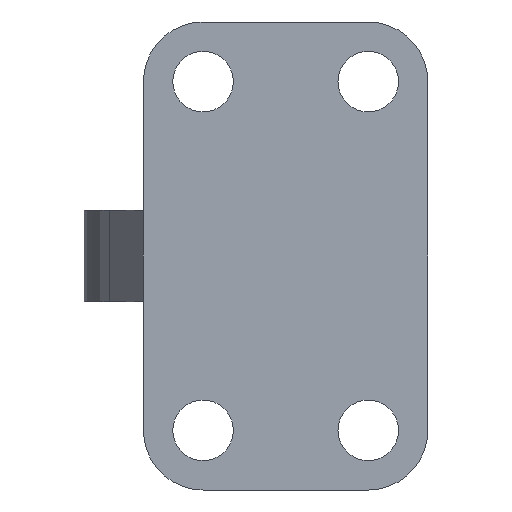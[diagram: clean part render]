
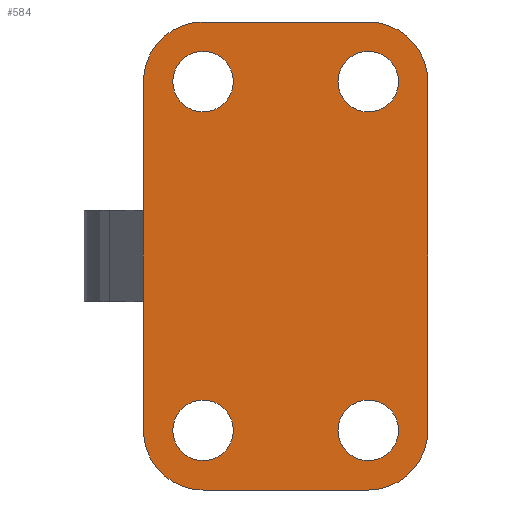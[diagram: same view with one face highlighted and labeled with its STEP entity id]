
A CAD part, front view. The second image highlights one B-rep face of the part: STEP entity #584.
In plain terms, the highlighted planar face has unit normal (0, -1, 0).
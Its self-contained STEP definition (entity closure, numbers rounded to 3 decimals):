
#41=CIRCLE('',#611,6.5);
#42=CIRCLE('',#614,6.5);
#43=CIRCLE('',#617,6.5);
#44=CIRCLE('',#620,3.3);
#45=CIRCLE('',#622,3.3);
#46=CIRCLE('',#624,3.3);
#47=CIRCLE('',#626,3.3);
#48=CIRCLE('',#628,6.5);
#123=ORIENTED_EDGE('',*,*,#200,.T.);
#124=ORIENTED_EDGE('',*,*,#199,.T.);
#125=ORIENTED_EDGE('',*,*,#198,.T.);
#126=ORIENTED_EDGE('',*,*,#197,.T.);
#127=ORIENTED_EDGE('',*,*,#182,.F.);
#128=ORIENTED_EDGE('',*,*,#201,.F.);
#129=ORIENTED_EDGE('',*,*,#195,.F.);
#130=ORIENTED_EDGE('',*,*,#193,.F.);
#131=ORIENTED_EDGE('',*,*,#191,.F.);
#132=ORIENTED_EDGE('',*,*,#189,.F.);
#133=ORIENTED_EDGE('',*,*,#187,.F.);
#134=ORIENTED_EDGE('',*,*,#185,.F.);
#182=EDGE_CURVE('',#230,#231,#263,.T.);
#185=EDGE_CURVE('',#231,#232,#41,.T.);
#187=EDGE_CURVE('',#232,#233,#267,.T.);
#189=EDGE_CURVE('',#233,#234,#42,.T.);
#191=EDGE_CURVE('',#234,#235,#270,.T.);
#193=EDGE_CURVE('',#235,#236,#43,.T.);
#195=EDGE_CURVE('',#236,#237,#273,.T.);
#197=EDGE_CURVE('',#238,#238,#44,.T.);
#198=EDGE_CURVE('',#239,#239,#45,.T.);
#199=EDGE_CURVE('',#240,#240,#46,.T.);
#200=EDGE_CURVE('',#241,#241,#47,.T.);
#201=EDGE_CURVE('',#237,#230,#48,.T.);
#230=VERTEX_POINT('',#820);
#231=VERTEX_POINT('',#821);
#232=VERTEX_POINT('',#826);
#233=VERTEX_POINT('',#830);
#234=VERTEX_POINT('',#834);
#235=VERTEX_POINT('',#838);
#236=VERTEX_POINT('',#842);
#237=VERTEX_POINT('',#846);
#238=VERTEX_POINT('',#850);
#239=VERTEX_POINT('',#853);
#240=VERTEX_POINT('',#856);
#241=VERTEX_POINT('',#859);
#263=LINE('',#819,#290);
#267=LINE('',#829,#294);
#270=LINE('',#837,#297);
#273=LINE('',#845,#300);
#290=VECTOR('',#687,1000.);
#294=VECTOR('',#697,1000.);
#297=VECTOR('',#706,1000.);
#300=VECTOR('',#715,1000.);
#325=EDGE_LOOP('',(#123));
#326=EDGE_LOOP('',(#124));
#327=EDGE_LOOP('',(#125));
#328=EDGE_LOOP('',(#126));
#329=EDGE_LOOP('',(#127,#128,#129,#130,#131,#132,#133,#134));
#368=FACE_BOUND('',#325,.T.);
#369=FACE_BOUND('',#326,.T.);
#370=FACE_BOUND('',#327,.T.);
#371=FACE_BOUND('',#328,.T.);
#372=FACE_BOUND('',#329,.T.);
#395=PLANE('',#629);
#584=ADVANCED_FACE('',(#368,#369,#370,#371,#372),#395,.F.);
#611=AXIS2_PLACEMENT_3D('',#825,#692,#693);
#614=AXIS2_PLACEMENT_3D('',#833,#701,#702);
#617=AXIS2_PLACEMENT_3D('',#841,#710,#711);
#620=AXIS2_PLACEMENT_3D('',#849,#719,#720);
#622=AXIS2_PLACEMENT_3D('',#852,#723,#724);
#624=AXIS2_PLACEMENT_3D('',#855,#727,#728);
#626=AXIS2_PLACEMENT_3D('',#858,#731,#732);
#628=AXIS2_PLACEMENT_3D('',#861,#735,#736);
#629=AXIS2_PLACEMENT_3D('',#862,#737,#738);
#687=DIRECTION('',(0.,0.,1.));
#692=DIRECTION('',(0.,1.,0.));
#693=DIRECTION('',(1.,0.,0.));
#697=DIRECTION('',(1.,0.,0.));
#701=DIRECTION('',(0.,1.,0.));
#702=DIRECTION('',(1.,0.,0.));
#706=DIRECTION('',(0.,0.,-1.));
#710=DIRECTION('',(0.,1.,0.));
#711=DIRECTION('',(1.,0.,0.));
#715=DIRECTION('',(-1.,0.,0.));
#719=DIRECTION('',(0.,1.,0.));
#720=DIRECTION('',(1.,0.,0.));
#723=DIRECTION('',(0.,1.,0.));
#724=DIRECTION('',(1.,0.,0.));
#727=DIRECTION('',(0.,1.,0.));
#728=DIRECTION('',(1.,0.,0.));
#731=DIRECTION('',(0.,1.,0.));
#732=DIRECTION('',(1.,0.,0.));
#735=DIRECTION('',(0.,1.,0.));
#736=DIRECTION('',(1.,0.,0.));
#737=DIRECTION('',(0.,1.,0.));
#738=DIRECTION('',(0.,0.,1.));
#819=CARTESIAN_POINT('',(-15.5,0.,-19.));
#820=CARTESIAN_POINT('',(-15.5,0.,-19.));
#821=CARTESIAN_POINT('',(-15.5,0.,19.));
#825=CARTESIAN_POINT('',(-9.,0.,19.));
#826=CARTESIAN_POINT('',(-9.,0.,25.5));
#829=CARTESIAN_POINT('',(-9.,0.,25.5));
#830=CARTESIAN_POINT('',(9.,0.,25.5));
#833=CARTESIAN_POINT('',(9.,0.,19.));
#834=CARTESIAN_POINT('',(15.5,0.,19.));
#837=CARTESIAN_POINT('',(15.5,0.,19.));
#838=CARTESIAN_POINT('',(15.5,0.,-19.));
#841=CARTESIAN_POINT('',(9.,0.,-19.));
#842=CARTESIAN_POINT('',(9.,0.,-25.5));
#845=CARTESIAN_POINT('',(9.,0.,-25.5));
#846=CARTESIAN_POINT('',(-9.,0.,-25.5));
#849=CARTESIAN_POINT('',(9.,0.,-19.));
#850=CARTESIAN_POINT('',(12.3,0.,-19.));
#852=CARTESIAN_POINT('',(9.,0.,19.));
#853=CARTESIAN_POINT('',(12.3,0.,19.));
#855=CARTESIAN_POINT('',(-9.,0.,-19.));
#856=CARTESIAN_POINT('',(-5.7,0.,-19.));
#858=CARTESIAN_POINT('',(-9.,0.,19.));
#859=CARTESIAN_POINT('',(-5.7,0.,19.));
#861=CARTESIAN_POINT('',(-9.,0.,-19.));
#862=CARTESIAN_POINT('',(-9.,0.,19.));
